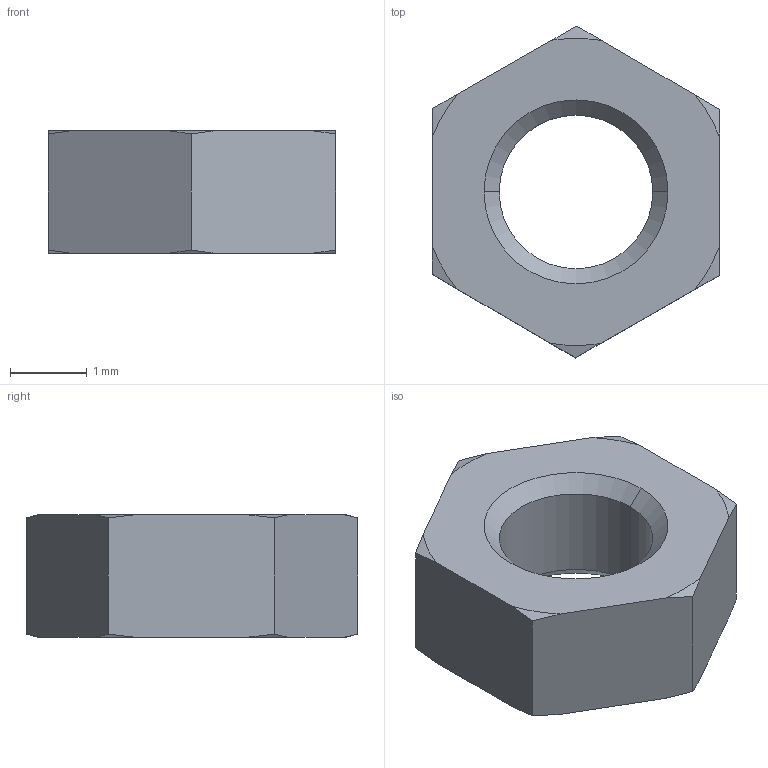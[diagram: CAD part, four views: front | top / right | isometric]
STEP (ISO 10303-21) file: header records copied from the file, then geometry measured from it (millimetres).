
FILE_DESCRIPTION (( 'STEP AP214' ), '1' );
FILE_NAME ('Nut M2六角螺母（不锈钢）.step', '2016-10-28T04:22:27', ( 'dell' ), ( '' ), 'SwSTEP 2.0', 'SolidWorks 2013', '' );
FILE_SCHEMA (( 'AUTOMOTIVE_DESIGN' ));
Length unit declared in the file: millimetre
Products named in the file (1): Nut M2六角螺母（不锈钢）
Bounding box: 3.75 x 4.32 x 1.6 mm (x, y, z)
Volume: 14.1 mm3; surface area: 47.2 mm2
Topology: 1 solids, 1 shells, 26 faces, 68 edges, 44 vertices
Faces by surface type: cone 16, plane 8, cylinder 2
Entity records: 884 total; most frequent: CARTESIAN_POINT 211, ORIENTED_EDGE 136, DIRECTION 118, EDGE_CURVE 68, AXIS2_PLACEMENT_3D 47, VERTEX_POINT 44, EDGE_LOOP 28, FACE_OUTER_BOUND 26
